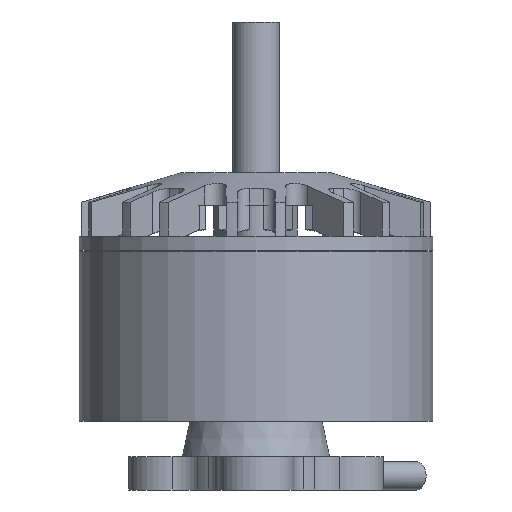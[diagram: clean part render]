
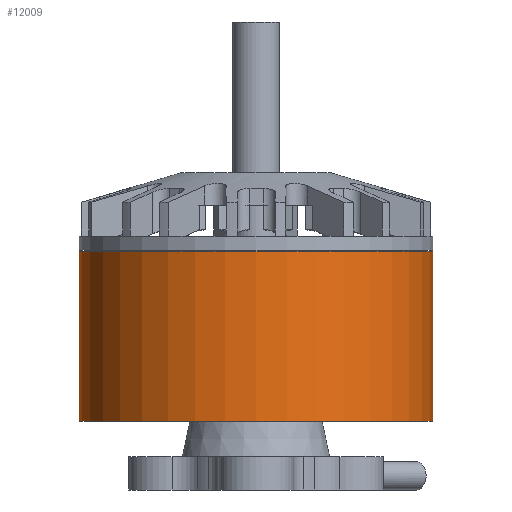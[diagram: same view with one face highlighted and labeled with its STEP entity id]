
A CAD part, front view. The second image highlights one B-rep face of the part: STEP entity #12009.
In plain terms, the highlighted cylindrical face has radius 18.75 mm (diameter 37.5 mm), a full revolution.
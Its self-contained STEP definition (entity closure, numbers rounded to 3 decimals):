
#1365=FACE_OUTER_BOUND('',#2038,.T.);
#2038=EDGE_LOOP('',(#9475,#9476,#9477,#9478));
#2850=LINE('',#20105,#3834);
#3834=VECTOR('',#14853,18.75);
#4650=CIRCLE('',#12899,18.75);
#4651=CIRCLE('',#12900,18.75);
#5431=VERTEX_POINT('',#20102);
#5432=VERTEX_POINT('',#20104);
#6890=EDGE_CURVE('',#5431,#5431,#4650,.T.);
#6891=EDGE_CURVE('',#5431,#5432,#2850,.T.);
#6892=EDGE_CURVE('',#5432,#5432,#4651,.T.);
#9475=ORIENTED_EDGE('',*,*,#6890,.F.);
#9476=ORIENTED_EDGE('',*,*,#6891,.T.);
#9477=ORIENTED_EDGE('',*,*,#6892,.F.);
#9478=ORIENTED_EDGE('',*,*,#6891,.F.);
#11587=CYLINDRICAL_SURFACE('',#12898,18.75);
#12009=ADVANCED_FACE('',(#1365),#11587,.T.);
#12898=AXIS2_PLACEMENT_3D('',#20101,#14849,#14850);
#12899=AXIS2_PLACEMENT_3D('',#20103,#14851,#14852);
#12900=AXIS2_PLACEMENT_3D('',#20106,#14854,#14855);
#14849=DIRECTION('center_axis',(0.,0.,1.));
#14850=DIRECTION('ref_axis',(1.,0.,0.));
#14851=DIRECTION('center_axis',(0.,0.,1.));
#14852=DIRECTION('ref_axis',(1.,0.,0.));
#14853=DIRECTION('',(0.,0.,-1.));
#14854=DIRECTION('center_axis',(0.,0.,-1.));
#14855=DIRECTION('ref_axis',(1.,0.,0.));
#20101=CARTESIAN_POINT('Origin',(0.,0.,7.5));
#20102=CARTESIAN_POINT('',(-18.75,0.,25.5));
#20103=CARTESIAN_POINT('Origin',(0.,0.,25.5));
#20104=CARTESIAN_POINT('',(-18.75,0.,7.5));
#20105=CARTESIAN_POINT('',(-18.75,0.,7.5));
#20106=CARTESIAN_POINT('Origin',(0.,0.,7.5));
